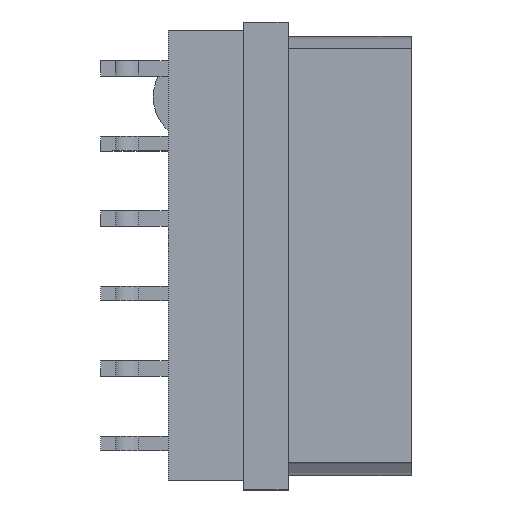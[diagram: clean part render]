
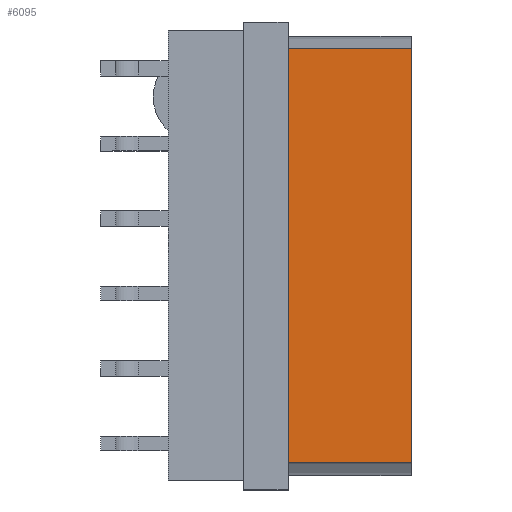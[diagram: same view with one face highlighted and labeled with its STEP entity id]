
A CAD part, left-side view. The second image highlights one B-rep face of the part: STEP entity #6095.
In plain terms, the highlighted planar face has unit normal (-1, 0, 0).
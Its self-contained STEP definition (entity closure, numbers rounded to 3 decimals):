
#16 = CARTESIAN_POINT ( 'NONE',  ( -6.525, 0., -6.9 ) ) ;
#260 = EDGE_CURVE ( 'NONE', #5654, #6200, #2966, .T. ) ;
#308 = ORIENTED_EDGE ( 'NONE', *, *, #6818, .F. ) ;
#351 = CARTESIAN_POINT ( 'NONE',  ( -6.525, -4.1, 6.9 ) ) ;
#450 = ORIENTED_EDGE ( 'NONE', *, *, #260, .T. ) ;
#588 = EDGE_LOOP ( 'NONE', ( #5625, #308, #2300, #450 ) ) ;
#680 = DIRECTION ( 'NONE',  ( 0., 0., -1. ) ) ;
#850 = LINE ( 'NONE', #16, #3523 ) ;
#1322 = VECTOR ( 'NONE', #5129, 1000. ) ;
#1505 = LINE ( 'NONE', #3899, #4345 ) ;
#1947 = CARTESIAN_POINT ( 'NONE',  ( -6.525, 0., 6.9 ) ) ;
#2121 = AXIS2_PLACEMENT_3D ( 'NONE', #5037, #5577, #2391 ) ;
#2300 = ORIENTED_EDGE ( 'NONE', *, *, #6610, .F. ) ;
#2391 = DIRECTION ( 'NONE',  ( 0., 0., -1. ) ) ;
#2770 = LINE ( 'NONE', #4574, #1322 ) ;
#2884 = VERTEX_POINT ( 'NONE', #6698 ) ;
#2900 = DIRECTION ( 'NONE',  ( 0., 1., 0. ) ) ;
#2966 = LINE ( 'NONE', #4996, #6874 ) ;
#3137 = VERTEX_POINT ( 'NONE', #4178 ) ;
#3523 = VECTOR ( 'NONE', #4271, 1000. ) ;
#3899 = CARTESIAN_POINT ( 'NONE',  ( -6.525, -4.1, -6.9 ) ) ;
#4178 = CARTESIAN_POINT ( 'NONE',  ( -6.525, 0., -6.9 ) ) ;
#4271 = DIRECTION ( 'NONE',  ( 0., 0., -1. ) ) ;
#4345 = VECTOR ( 'NONE', #680, 1000. ) ;
#4491 = PLANE ( 'NONE',  #2121 ) ;
#4574 = CARTESIAN_POINT ( 'NONE',  ( -6.525, -4.1, -6.9 ) ) ;
#4996 = CARTESIAN_POINT ( 'NONE',  ( -6.525, -4.1, 6.9 ) ) ;
#5037 = CARTESIAN_POINT ( 'NONE',  ( -6.525, -4.1, -6.9 ) ) ;
#5129 = DIRECTION ( 'NONE',  ( 0., 1., 0. ) ) ;
#5577 = DIRECTION ( 'NONE',  ( 1., 0., 0. ) ) ;
#5625 = ORIENTED_EDGE ( 'NONE', *, *, #5875, .T. ) ;
#5654 = VERTEX_POINT ( 'NONE', #351 ) ;
#5875 = EDGE_CURVE ( 'NONE', #6200, #3137, #850, .T. ) ;
#6026 = FACE_OUTER_BOUND ( 'NONE', #588, .T. ) ;
#6095 = ADVANCED_FACE ( 'NONE', ( #6026 ), #4491, .F. ) ;
#6200 = VERTEX_POINT ( 'NONE', #1947 ) ;
#6610 = EDGE_CURVE ( 'NONE', #5654, #2884, #1505, .T. ) ;
#6698 = CARTESIAN_POINT ( 'NONE',  ( -6.525, -4.1, -6.9 ) ) ;
#6818 = EDGE_CURVE ( 'NONE', #2884, #3137, #2770, .T. ) ;
#6874 = VECTOR ( 'NONE', #2900, 1000. ) ;
